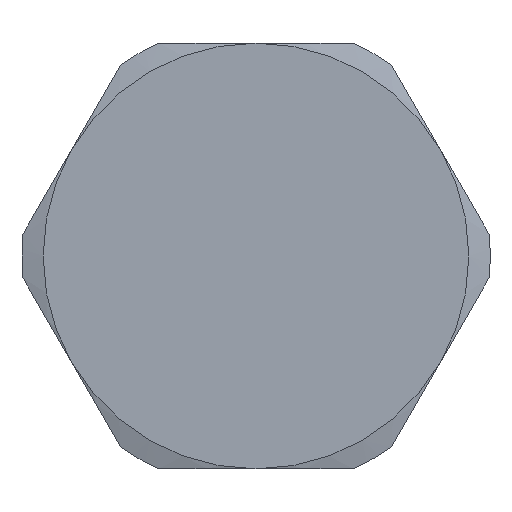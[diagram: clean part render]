
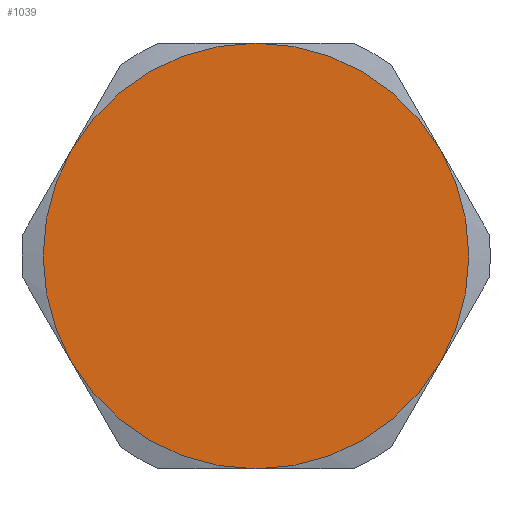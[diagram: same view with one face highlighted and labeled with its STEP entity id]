
A CAD part, left-side view. The second image highlights one B-rep face of the part: STEP entity #1039.
In plain terms, the highlighted planar face has unit normal (-1, 0, 0).
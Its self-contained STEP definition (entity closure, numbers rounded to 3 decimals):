
#12 = DIRECTION ( 'NONE',  ( 0., 0., -1. ) ) ;
#39 = AXIS2_PLACEMENT_3D ( 'NONE', #1017, #420, #1114 ) ;
#68 = CARTESIAN_POINT ( 'NONE',  ( 0., 0., -18. ) ) ;
#73 = CARTESIAN_POINT ( 'NONE',  ( 0., 0., 0. ) ) ;
#93 = AXIS2_PLACEMENT_3D ( 'NONE', #708, #99, #813 ) ;
#99 = DIRECTION ( 'NONE',  ( 1., 0., 0. ) ) ;
#113 = CIRCLE ( 'NONE', #39, 18. ) ;
#170 = DIRECTION ( 'NONE',  ( 0., 0., 1. ) ) ;
#183 = ORIENTED_EDGE ( 'NONE', *, *, #399, .F. ) ;
#216 = EDGE_CURVE ( 'NONE', #648, #243, #381, .T. ) ;
#220 = CIRCLE ( 'NONE', #1047, 18. ) ;
#225 = VERTEX_POINT ( 'NONE', #848 ) ;
#243 = VERTEX_POINT ( 'NONE', #467 ) ;
#269 = DIRECTION ( 'NONE',  ( 0., 0., -1. ) ) ;
#310 = ORIENTED_EDGE ( 'NONE', *, *, #850, .F. ) ;
#317 = FACE_OUTER_BOUND ( 'NONE', #1249, .T. ) ;
#335 = AXIS2_PLACEMENT_3D ( 'NONE', #556, #1247, #661 ) ;
#381 = CIRCLE ( 'NONE', #335, 18. ) ;
#399 = EDGE_CURVE ( 'NONE', #726, #463, #113, .T. ) ;
#401 = CARTESIAN_POINT ( 'NONE',  ( 0., 0., 0. ) ) ;
#420 = DIRECTION ( 'NONE',  ( 1., 0., 0. ) ) ;
#424 = AXIS2_PLACEMENT_3D ( 'NONE', #401, #1097, #498 ) ;
#446 = ORIENTED_EDGE ( 'NONE', *, *, #635, .T. ) ;
#463 = VERTEX_POINT ( 'NONE', #732 ) ;
#467 = CARTESIAN_POINT ( 'NONE',  ( 0., -15.588, 9. ) ) ;
#498 = DIRECTION ( 'NONE',  ( 0., 0., -1. ) ) ;
#504 = ORIENTED_EDGE ( 'NONE', *, *, #216, .F. ) ;
#556 = CARTESIAN_POINT ( 'NONE',  ( 0., 0., 0. ) ) ;
#579 = CARTESIAN_POINT ( 'NONE',  ( 0., 0., 18. ) ) ;
#582 = VERTEX_POINT ( 'NONE', #68 ) ;
#595 = AXIS2_PLACEMENT_3D ( 'NONE', #781, #874, #269 ) ;
#620 = DIRECTION ( 'NONE',  ( 1., 0., 0. ) ) ;
#635 = EDGE_CURVE ( 'NONE', #648, #463, #220, .T. ) ;
#648 = VERTEX_POINT ( 'NONE', #579 ) ;
#661 = DIRECTION ( 'NONE',  ( 0., 0., -1. ) ) ;
#708 = CARTESIAN_POINT ( 'NONE',  ( 0., 0., 0. ) ) ;
#726 = VERTEX_POINT ( 'NONE', #1192 ) ;
#732 = CARTESIAN_POINT ( 'NONE',  ( 0., 15.588, 9. ) ) ;
#733 = CIRCLE ( 'NONE', #93, 18. ) ;
#739 = EDGE_CURVE ( 'NONE', #582, #726, #1100, .T. ) ;
#781 = CARTESIAN_POINT ( 'NONE',  ( 0., 0., 0. ) ) ;
#783 = DIRECTION ( 'NONE',  ( -1., 0., 0. ) ) ;
#813 = DIRECTION ( 'NONE',  ( 0., 0., -1. ) ) ;
#848 = CARTESIAN_POINT ( 'NONE',  ( 0., -15.588, -9. ) ) ;
#850 = EDGE_CURVE ( 'NONE', #225, #582, #1044, .T. ) ;
#874 = DIRECTION ( 'NONE',  ( 1., 0., 0. ) ) ;
#879 = ORIENTED_EDGE ( 'NONE', *, *, #739, .F. ) ;
#888 = AXIS2_PLACEMENT_3D ( 'NONE', #1215, #620, #12 ) ;
#1017 = CARTESIAN_POINT ( 'NONE',  ( 0., 0., 0. ) ) ;
#1039 = ADVANCED_FACE ( 'NONE', ( #317 ), #1074, .F. ) ;
#1044 = CIRCLE ( 'NONE', #888, 18. ) ;
#1047 = AXIS2_PLACEMENT_3D ( 'NONE', #73, #783, #170 ) ;
#1074 = PLANE ( 'NONE',  #595 ) ;
#1096 = ORIENTED_EDGE ( 'NONE', *, *, #1188, .F. ) ;
#1097 = DIRECTION ( 'NONE',  ( 1., 0., 0. ) ) ;
#1100 = CIRCLE ( 'NONE', #424, 18. ) ;
#1114 = DIRECTION ( 'NONE',  ( 0., 0., -1. ) ) ;
#1188 = EDGE_CURVE ( 'NONE', #243, #225, #733, .T. ) ;
#1192 = CARTESIAN_POINT ( 'NONE',  ( 0., 15.588, -9. ) ) ;
#1215 = CARTESIAN_POINT ( 'NONE',  ( 0., 0., 0. ) ) ;
#1247 = DIRECTION ( 'NONE',  ( 1., 0., 0. ) ) ;
#1249 = EDGE_LOOP ( 'NONE', ( #879, #310, #1096, #504, #446, #183 ) ) ;
